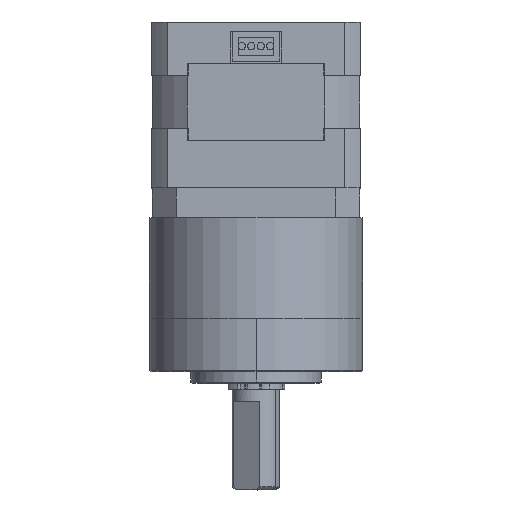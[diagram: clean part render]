
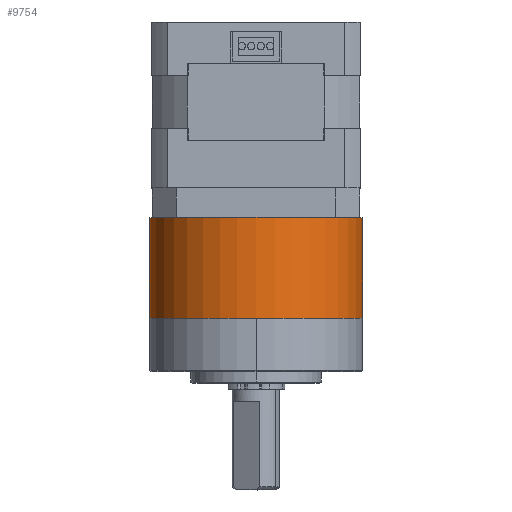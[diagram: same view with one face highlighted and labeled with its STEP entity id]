
A CAD part, top view. The second image highlights one B-rep face of the part: STEP entity #9754.
In plain terms, the highlighted cylindrical face has radius 18 mm (diameter 36 mm), a partial arc.
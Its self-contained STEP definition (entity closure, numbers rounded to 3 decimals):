
#224 = VECTOR ( 'NONE', #7058, 1000. ) ;
#1775 = VERTEX_POINT ( 'NONE', #11860 ) ;
#2254 = EDGE_CURVE ( 'NONE', #22789, #1775, #8009, .T. ) ;
#2763 = VECTOR ( 'NONE', #6224, 1000. ) ;
#3019 = ORIENTED_EDGE ( 'NONE', *, *, #21944, .T. ) ;
#4387 = VERTEX_POINT ( 'NONE', #9285 ) ;
#4663 = DIRECTION ( 'NONE',  ( 0., 0., 1. ) ) ;
#5722 = EDGE_CURVE ( 'NONE', #22789, #19245, #19438, .T. ) ;
#6099 = DIRECTION ( 'NONE',  ( -1., 0., 0. ) ) ;
#6224 = DIRECTION ( 'NONE',  ( 0., 0., -1. ) ) ;
#6596 = AXIS2_PLACEMENT_3D ( 'NONE', #14027, #4663, #11988 ) ;
#7058 = DIRECTION ( 'NONE',  ( 0., 0., -1. ) ) ;
#8009 = CIRCLE ( 'NONE', #21440, 18. ) ;
#8140 = CARTESIAN_POINT ( 'NONE',  ( 0., 0., 17. ) ) ;
#9021 = ORIENTED_EDGE ( 'NONE', *, *, #2254, .F. ) ;
#9285 = CARTESIAN_POINT ( 'NONE',  ( 18., 0., 0. ) ) ;
#9718 = LINE ( 'NONE', #15231, #2763 ) ;
#9754 = ADVANCED_FACE ( 'NONE', ( #20645 ), #20884, .T. ) ;
#10159 = CARTESIAN_POINT ( 'NONE',  ( 0., 0., 17. ) ) ;
#11860 = CARTESIAN_POINT ( 'NONE',  ( 18., 0., 17. ) ) ;
#11988 = DIRECTION ( 'NONE',  ( 1., 0., 0. ) ) ;
#13941 = EDGE_CURVE ( 'NONE', #1775, #4387, #9718, .T. ) ;
#14027 = CARTESIAN_POINT ( 'NONE',  ( 0., 0., 0. ) ) ;
#15231 = CARTESIAN_POINT ( 'NONE',  ( 18., 0., 17. ) ) ;
#15780 = DIRECTION ( 'NONE',  ( 0., 0., 1. ) ) ;
#16984 = CARTESIAN_POINT ( 'NONE',  ( -18., 0., 0. ) ) ;
#17404 = ORIENTED_EDGE ( 'NONE', *, *, #5722, .T. ) ;
#17724 = CIRCLE ( 'NONE', #6596, 18. ) ;
#17840 = CARTESIAN_POINT ( 'NONE',  ( -18., 0., 17. ) ) ;
#18968 = DIRECTION ( 'NONE',  ( 0., 0., -1. ) ) ;
#19245 = VERTEX_POINT ( 'NONE', #16984 ) ;
#19438 = LINE ( 'NONE', #19675, #224 ) ;
#19675 = CARTESIAN_POINT ( 'NONE',  ( -18., 0., 17. ) ) ;
#20645 = FACE_OUTER_BOUND ( 'NONE', #22325, .T. ) ;
#20884 = CYLINDRICAL_SURFACE ( 'NONE', #22747, 18. ) ;
#21440 = AXIS2_PLACEMENT_3D ( 'NONE', #10159, #15780, #23099 ) ;
#21944 = EDGE_CURVE ( 'NONE', #19245, #4387, #17724, .T. ) ;
#22325 = EDGE_LOOP ( 'NONE', ( #22445, #9021, #17404, #3019 ) ) ;
#22445 = ORIENTED_EDGE ( 'NONE', *, *, #13941, .F. ) ;
#22747 = AXIS2_PLACEMENT_3D ( 'NONE', #8140, #18968, #6099 ) ;
#22789 = VERTEX_POINT ( 'NONE', #17840 ) ;
#23099 = DIRECTION ( 'NONE',  ( 1., 0., 0. ) ) ;
